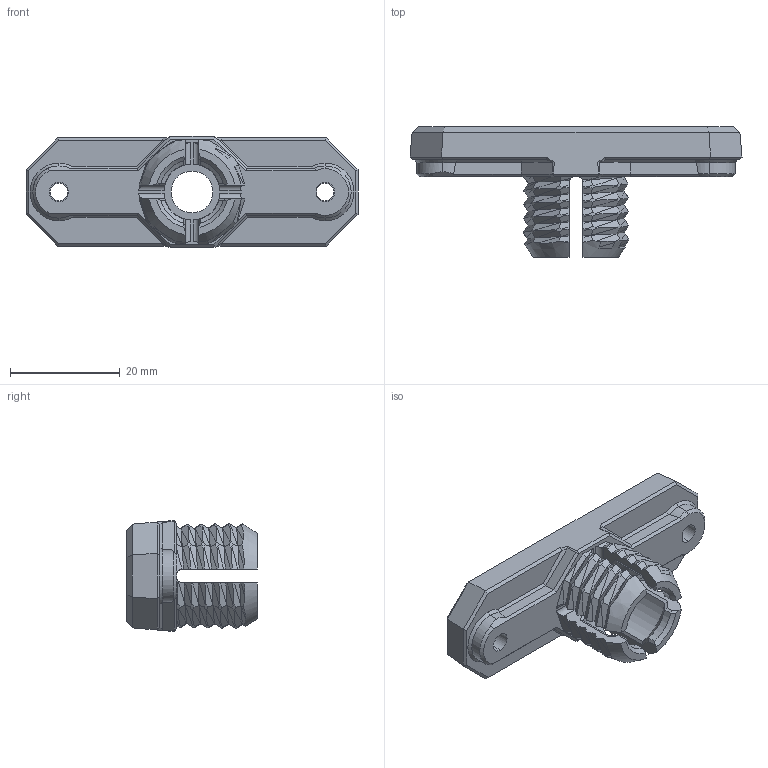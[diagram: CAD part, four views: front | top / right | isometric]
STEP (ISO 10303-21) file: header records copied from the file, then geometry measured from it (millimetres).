
FILE_DESCRIPTION(('FreeCAD Model'),'2;1');
FILE_NAME('M4_Hardware_09_OctaMount4.STEP', '2017-02-20T12:34:41',('Author'),(''), 'Open CASCADE STEP processor 6.8','FreeCAD','Unknown');
FILE_SCHEMA(('AUTOMOTIVE_DESIGN_CC2 { 1 2 10303 214 -1 1 5 4 }'));
Products named in the file (1): M4_Hardware_09_OctaMount4
Bounding box: 60.49 x 23.72 x 20.24 mm (x, y, z)
Volume: 9019.3 mm3; surface area: 5117.1 mm2
Topology: 1 solids, 1 shells, 484 faces, 1235 edges, 759 vertices
Faces by surface type: plane 351, bspline 63, cone 40, cylinder 30
Entity records: 46186 total; most frequent: CARTESIAN_POINT 24794, DIRECTION 3096, ORIENTED_EDGE 2470, PCURVE 2470, DEFINITIONAL_REPRESENTATION 2470, LINE 2064, VECTOR 2064, EDGE_CURVE 1235
